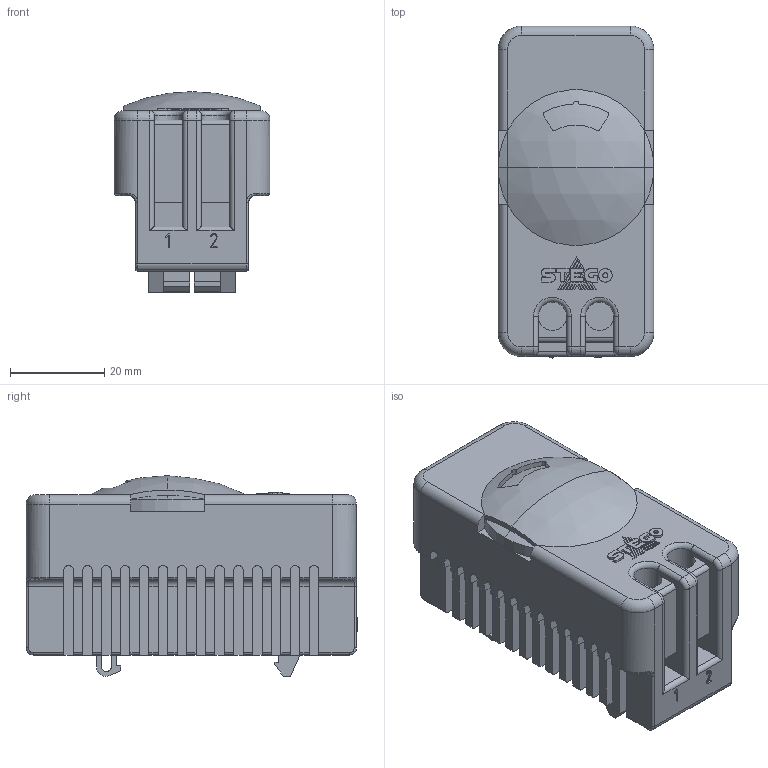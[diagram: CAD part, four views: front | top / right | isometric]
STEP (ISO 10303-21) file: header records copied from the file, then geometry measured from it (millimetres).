
FILE_DESCRIPTION (( 'STEP AP214' ), '1' );
FILE_NAME ('STO_011_EPLAN_07_2013.STEP', '2013-09-11T15:28:49', ( 'Nutzer' ), ( '' ), 'SwSTEP 2.0', 'SolidWorks 2013', '' );
FILE_SCHEMA (( 'AUTOMOTIVE_DESIGN' ));
Length unit declared in the file: millimetre
Products named in the file (1): STO_011_EPLAN_07_2013
Bounding box: 33 x 70.3 x 42.5 mm (x, y, z)
Volume: 64085 mm3; surface area: 16119.6 mm2
Topology: 1 solids, 2 shells, 650 faces, 1845 edges, 1207 vertices
Faces by surface type: plane 373, cylinder 199, bspline 49, torus 25, sphere 4
Entity records: 22020 total; most frequent: CARTESIAN_POINT 5050, ORIENTED_EDGE 3686, DIRECTION 3336, EDGE_CURVE 1843, LINE 1300, VECTOR 1300, VERTEX_POINT 1207, AXIS2_PLACEMENT_3D 1018
